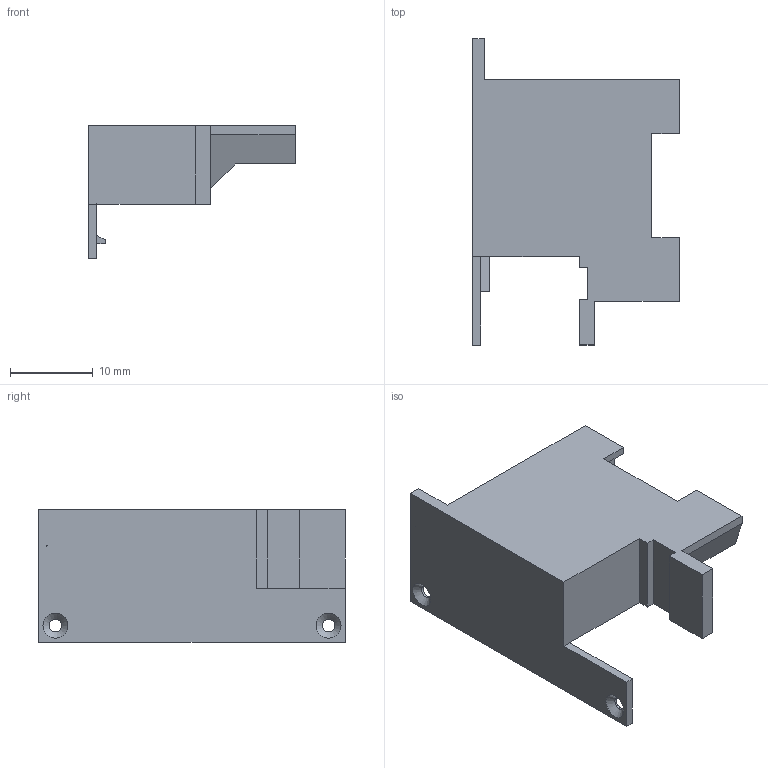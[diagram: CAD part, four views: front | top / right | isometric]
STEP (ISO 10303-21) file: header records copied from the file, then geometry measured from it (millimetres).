
FILE_DESCRIPTION(/* description */ (''),/* implementation_level */ '2;1');
FILE_NAME(/* name */ 'Deckel_v0.32.step',/* time_stamp */ '2023-09-05T21:34:45+02:00',/* author */ (''),/* organization */ (''),/* preprocessor_version */ 'ST-DEVELOPER v20',/* originating_system */ 'Autodesk Translation Framework v12.9.0.99',/* authorisation */ '');
FILE_SCHEMA (('AUTOMOTIVE_DESIGN { 1 0 10303 214 3 1 1 }'));
Length unit declared in the file: millimetre
Products named in the file (1): Deckel (1)
Bounding box: 24.99 x 37 x 16 mm (x, y, z)
Volume: 1525.1 mm3; surface area: 2889.8 mm2
Topology: 1 solids, 1 shells, 61 faces, 160 edges, 106 vertices
Faces by surface type: plane 55, cylinder 4, cone 2
Full cylindrical faces by diameter (mm): 1.271 x2, 1.521 x2
Entity records: 1896 total; most frequent: CARTESIAN_POINT 328, ORIENTED_EDGE 320, DIRECTION 294, EDGE_CURVE 160, LINE 150, VECTOR 150, VERTEX_POINT 106, AXIS2_PLACEMENT_3D 72
